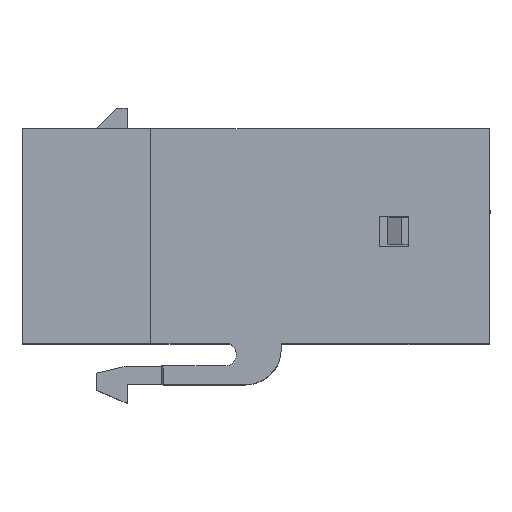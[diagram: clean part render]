
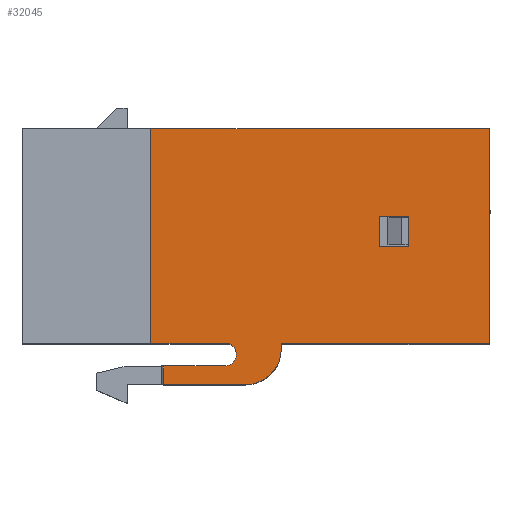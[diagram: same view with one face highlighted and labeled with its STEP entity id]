
A CAD part, top view. The second image highlights one B-rep face of the part: STEP entity #32045.
In plain terms, the highlighted face is planar.
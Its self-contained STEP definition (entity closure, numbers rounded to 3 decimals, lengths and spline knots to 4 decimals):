
#2707 = EDGE_LOOP ( 'NONE', ( #40319, #40320, #40321, #40322, #40323, #40324, #40325, #40326, #40327, #40328, #40329 ) ) ;
#2712 = EDGE_LOOP ( 'NONE', ( #40315, #40316, #40317, #40318 ) ) ;
#3945 = VERTEX_POINT ( 'NONE', #23890 ) ;
#3949 = VERTEX_POINT ( 'NONE', #23897 ) ;
#3977 = VERTEX_POINT ( 'NONE', #23951 ) ;
#3991 = VERTEX_POINT ( 'NONE', #23976 ) ;
#4022 = VERTEX_POINT ( 'NONE', #24069 ) ;
#4038 = VERTEX_POINT ( 'NONE', #24116 ) ;
#4053 = VERTEX_POINT ( 'NONE', #24072 ) ;
#4054 = VERTEX_POINT ( 'NONE', #24074 ) ;
#4055 = VERTEX_POINT ( 'NONE', #23984 ) ;
#4056 = VERTEX_POINT ( 'NONE', #23985 ) ;
#4057 = VERTEX_POINT ( 'NONE', #23971 ) ;
#4058 = VERTEX_POINT ( 'NONE', #23972 ) ;
#4059 = VERTEX_POINT ( 'NONE', #23973 ) ;
#4060 = VERTEX_POINT ( 'NONE', #23683 ) ;
#4062 = VERTEX_POINT ( 'NONE', #23695 ) ;
#5543 = EDGE_CURVE ( 'NONE', #4022, #4038, #26110, .T. ) ;
#5544 = EDGE_CURVE ( 'NONE', #4038, #4055, #26084, .T. ) ;
#5545 = EDGE_CURVE ( 'NONE', #4054, #4055, #26118, .T. ) ;
#5546 = EDGE_CURVE ( 'NONE', #4054, #4022, #26114, .T. ) ;
#5547 = EDGE_CURVE ( 'NONE', #3977, #4057, #26126, .T. ) ;
#5548 = EDGE_CURVE ( 'NONE', #4053, #4057, #26122, .T. ) ;
#5549 = EDGE_CURVE ( 'NONE', #4058, #4053, #26130, .T. ) ;
#5550 = EDGE_CURVE ( 'NONE', #3949, #4058, #26134, .T. ) ;
#5551 = EDGE_CURVE ( 'NONE', #3991, #3945, #26138, .T. ) ;
#5552 = EDGE_CURVE ( 'NONE', #3991, #4062, #26140, .T. ) ;
#5553 = EDGE_CURVE ( 'NONE', #4056, #4062, #26148, .T. ) ;
#5554 = EDGE_CURVE ( 'NONE', #4059, #4056, #26144, .T. ) ;
#5555 = EDGE_CURVE ( 'NONE', #4060, #4059, #26152, .T. ) ;
#5556 = EDGE_CURVE ( 'NONE', #4060, #3977, #26156, .T. ) ;
#11323 = DIRECTION ( 'NONE',  ( 0., -1., 0. ) ) ;
#11329 = DIRECTION ( 'NONE',  ( 0., 0., 1. ) ) ;
#11347 = CARTESIAN_POINT ( 'NONE',  ( -0.36, 0.6, -0.418 ) ) ;
#11350 = DIRECTION ( 'NONE',  ( 0., 0., 1. ) ) ;
#11358 = DIRECTION ( 'NONE',  ( 0., 1., 0. ) ) ;
#11393 = DIRECTION ( 'NONE',  ( 0., 1., 0. ) ) ;
#11402 = CARTESIAN_POINT ( 'NONE',  ( -0.36, -0.15, 0.3022 ) ) ;
#11425 = CARTESIAN_POINT ( 'NONE',  ( -0.36, -0.15, -1.38 ) ) ;
#11446 = CARTESIAN_POINT ( 'NONE',  ( -0.36, 0.485, -0.765 ) ) ;
#11457 = CARTESIAN_POINT ( 'NONE',  ( -0.36, 0.5, -0.66 ) ) ;
#11461 = DIRECTION ( 'NONE',  ( 1., 0., 0. ) ) ;
#11472 = DIRECTION ( 'NONE',  ( 0., 0., -1. ) ) ;
#11489 = CARTESIAN_POINT ( 'NONE',  ( -0.36, 0.485, -0.543 ) ) ;
#11499 = DIRECTION ( 'NONE',  ( 0., 1., 0. ) ) ;
#11538 = DIRECTION ( 'NONE',  ( 0., 0., 1. ) ) ;
#11578 = CARTESIAN_POINT ( 'NONE',  ( -0.36, 0.485, -0.38 ) ) ;
#11595 = DIRECTION ( 'NONE',  ( 0., -1., 0. ) ) ;
#11599 = DIRECTION ( 'NONE',  ( 0., 0., 1. ) ) ;
#11602 = DIRECTION ( 'NONE',  ( 0., 0., 1. ) ) ;
#11609 = CARTESIAN_POINT ( 'NONE',  ( -0.36, 0.55, 0.3022 ) ) ;
#11610 = CARTESIAN_POINT ( 'NONE',  ( -0.36, 0.5159, -0.5985 ) ) ;
#11611 = DIRECTION ( 'NONE',  ( -1., 0., 0. ) ) ;
#11612 = DIRECTION ( 'NONE',  ( 0., -1., 0. ) ) ;
#11739 = CARTESIAN_POINT ( 'NONE',  ( -0.36, 0.108, -1.055 ) ) ;
#11753 = DIRECTION ( 'NONE',  ( 0., -1., 0. ) ) ;
#11756 = DIRECTION ( 'NONE',  ( 0., 0., -1. ) ) ;
#11764 = CARTESIAN_POINT ( 'NONE',  ( -0.36, 0.605, -0.66 ) ) ;
#11821 = CARTESIAN_POINT ( 'NONE',  ( -0.36, 0.198, 0.3022 ) ) ;
#11825 = CARTESIAN_POINT ( 'NONE',  ( -0.36, -0.15, -1.14 ) ) ;
#11832 = CARTESIAN_POINT ( 'NONE',  ( -0.36, 0.108, 0.3022 ) ) ;
#12784 = AXIS2_PLACEMENT_3D ( 'NONE', #11457, #11461, #11472 ) ;
#12785 = AXIS2_PLACEMENT_3D ( 'NONE', #11610, #11611, #11612 ) ;
#13445 = AXIS2_PLACEMENT_3D ( 'NONE', #28400, #28406, #28407 ) ;
#19521 = FACE_BOUND ( 'NONE', #2712, .T. ) ;
#19540 = FACE_OUTER_BOUND ( 'NONE', #2707, .T. ) ;
#23683 = CARTESIAN_POINT ( 'NONE',  ( -0.36, 0.55, -0.6 ) ) ;
#23695 = CARTESIAN_POINT ( 'NONE',  ( -0.36, -0.15, -0.38 ) ) ;
#23890 = CARTESIAN_POINT ( 'NONE',  ( -0.36, 0.485, -1.38 ) ) ;
#23897 = CARTESIAN_POINT ( 'NONE',  ( -0.36, 0.485, -0.765 ) ) ;
#23951 = CARTESIAN_POINT ( 'NONE',  ( -0.36, 0.55, -0.418 ) ) ;
#23971 = CARTESIAN_POINT ( 'NONE',  ( -0.36, 0.605, -0.418 ) ) ;
#23972 = CARTESIAN_POINT ( 'NONE',  ( -0.36, 0.5, -0.765 ) ) ;
#23973 = CARTESIAN_POINT ( 'NONE',  ( -0.36, 0.485, -0.613 ) ) ;
#23976 = CARTESIAN_POINT ( 'NONE',  ( -0.36, -0.15, -1.38 ) ) ;
#23984 = CARTESIAN_POINT ( 'NONE',  ( -0.36, 0.108, -1.14 ) ) ;
#23985 = CARTESIAN_POINT ( 'NONE',  ( -0.36, 0.485, -0.38 ) ) ;
#24069 = CARTESIAN_POINT ( 'NONE',  ( -0.36, 0.198, -1.055 ) ) ;
#24072 = CARTESIAN_POINT ( 'NONE',  ( -0.36, 0.605, -0.66 ) ) ;
#24074 = CARTESIAN_POINT ( 'NONE',  ( -0.36, 0.198, -1.14 ) ) ;
#24116 = CARTESIAN_POINT ( 'NONE',  ( -0.36, 0.108, -1.055 ) ) ;
#26084 = LINE ( 'NONE', #11832, #26120 ) ;
#26110 = LINE ( 'NONE', #11739, #26116 ) ;
#26114 = LINE ( 'NONE', #11821, #26128 ) ;
#26116 = VECTOR ( 'NONE', #11753, 39.3701 ) ;
#26118 = LINE ( 'NONE', #11825, #26124 ) ;
#26120 = VECTOR ( 'NONE', #11756, 39.3701 ) ;
#26122 = LINE ( 'NONE', #11764, #26136 ) ;
#26124 = VECTOR ( 'NONE', #11323, 39.3701 ) ;
#26126 = LINE ( 'NONE', #11347, #26132 ) ;
#26128 = VECTOR ( 'NONE', #11329, 39.3701 ) ;
#26130 = CIRCLE ( 'NONE', #12784, 0.105 ) ;
#26132 = VECTOR ( 'NONE', #11358, 39.3701 ) ;
#26134 = LINE ( 'NONE', #11446, #26142 ) ;
#26136 = VECTOR ( 'NONE', #11350, 39.3701 ) ;
#26138 = LINE ( 'NONE', #11425, #26146 ) ;
#26140 = LINE ( 'NONE', #11402, #26150 ) ;
#26142 = VECTOR ( 'NONE', #11393, 39.3701 ) ;
#26144 = LINE ( 'NONE', #11489, #26158 ) ;
#26146 = VECTOR ( 'NONE', #11499, 39.3701 ) ;
#26148 = LINE ( 'NONE', #11578, #26154 ) ;
#26150 = VECTOR ( 'NONE', #11538, 39.3701 ) ;
#26152 = CIRCLE ( 'NONE', #12785, 0.0341 ) ;
#26154 = VECTOR ( 'NONE', #11595, 39.3701 ) ;
#26156 = LINE ( 'NONE', #11609, #26164 ) ;
#26158 = VECTOR ( 'NONE', #11599, 39.3701 ) ;
#26164 = VECTOR ( 'NONE', #11602, 39.3701 ) ;
#28400 = CARTESIAN_POINT ( 'NONE',  ( -0.36, -0.15, 0.3022 ) ) ;
#28401 = PLANE ( 'NONE',  #13445 ) ;
#28406 = DIRECTION ( 'NONE',  ( -1., 0., 0. ) ) ;
#28407 = DIRECTION ( 'NONE',  ( 0., -1., 0. ) ) ;
#32045 = ADVANCED_FACE ( 'NONE', ( #19521, #19540 ), #28401, .T. ) ;
#36747 = LINE ( 'NONE', #37359, #36750 ) ;
#36750 = VECTOR ( 'NONE', #37361, 39.3701 ) ;
#37359 = CARTESIAN_POINT ( 'NONE',  ( -0.36, 0.485, -0.543 ) ) ;
#37361 = DIRECTION ( 'NONE',  ( 0., 0., 1. ) ) ;
#38855 = EDGE_CURVE ( 'NONE', #3945, #3949, #36747, .T. ) ;
#40315 = ORIENTED_EDGE ( 'NONE', *, *, #5543, .T. ) ;
#40316 = ORIENTED_EDGE ( 'NONE', *, *, #5544, .T. ) ;
#40317 = ORIENTED_EDGE ( 'NONE', *, *, #5545, .F. ) ;
#40318 = ORIENTED_EDGE ( 'NONE', *, *, #5546, .T. ) ;
#40319 = ORIENTED_EDGE ( 'NONE', *, *, #5547, .T. ) ;
#40320 = ORIENTED_EDGE ( 'NONE', *, *, #5548, .F. ) ;
#40321 = ORIENTED_EDGE ( 'NONE', *, *, #5549, .F. ) ;
#40322 = ORIENTED_EDGE ( 'NONE', *, *, #5550, .F. ) ;
#40323 = ORIENTED_EDGE ( 'NONE', *, *, #38855, .F. ) ;
#40324 = ORIENTED_EDGE ( 'NONE', *, *, #5551, .F. ) ;
#40325 = ORIENTED_EDGE ( 'NONE', *, *, #5552, .T. ) ;
#40326 = ORIENTED_EDGE ( 'NONE', *, *, #5553, .F. ) ;
#40327 = ORIENTED_EDGE ( 'NONE', *, *, #5554, .F. ) ;
#40328 = ORIENTED_EDGE ( 'NONE', *, *, #5555, .F. ) ;
#40329 = ORIENTED_EDGE ( 'NONE', *, *, #5556, .T. ) ;
